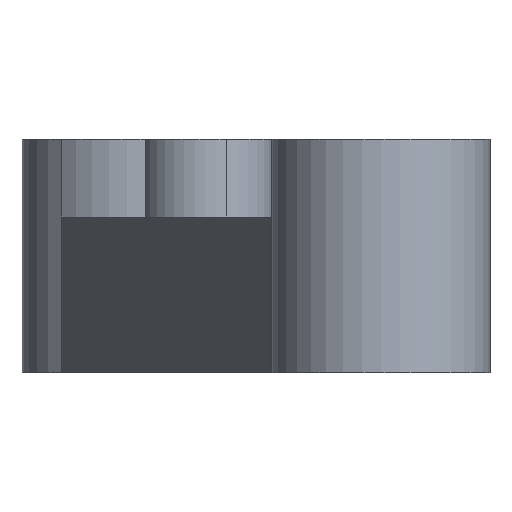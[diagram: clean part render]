
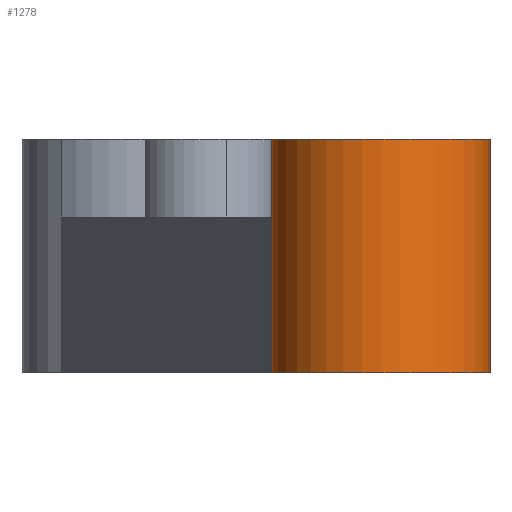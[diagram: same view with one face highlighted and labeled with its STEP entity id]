
A CAD part, left-side view. The second image highlights one B-rep face of the part: STEP entity #1278.
In plain terms, the highlighted cylindrical face has radius 14 mm (diameter 28 mm), a partial arc.
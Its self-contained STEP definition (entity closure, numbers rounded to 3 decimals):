
#154 = PLANE('',#155);
#155 = AXIS2_PLACEMENT_3D('',#156,#157,#158);
#156 = CARTESIAN_POINT('',(108.323,28.154,
    0.));
#157 = DIRECTION('',(0.,0.,-1.));
#158 = DIRECTION('',(-1.,0.,0.));
#325 = VERTEX_POINT('',#326);
#326 = CARTESIAN_POINT('',(14.,-0.015,
    0.));
#340 = PLANE('',#341);
#341 = AXIS2_PLACEMENT_3D('',#342,#343,#344);
#342 = CARTESIAN_POINT('',(14.,-0.015,
    0.));
#343 = DIRECTION('',(0.,1.,0.));
#344 = DIRECTION('',(1.,0.,0.));
#352 = EDGE_CURVE('',#353,#325,#355,.T.);
#353 = VERTEX_POINT('',#354);
#354 = CARTESIAN_POINT('',(14.,27.985,
    0.));
#355 = SURFACE_CURVE('',#356,(#361,#372),.PCURVE_S1.);
#356 = CIRCLE('',#357,14.);
#357 = AXIS2_PLACEMENT_3D('',#358,#359,#360);
#358 = CARTESIAN_POINT('',(14.,13.985,
    0.));
#359 = DIRECTION('',(0.,0.,1.));
#360 = DIRECTION('',(1.,0.,0.));
#361 = PCURVE('',#154,#362);
#362 = DEFINITIONAL_REPRESENTATION('',(#363),#371);
#363 = ( BOUNDED_CURVE() B_SPLINE_CURVE(2,(#364,#365,#366,#367,#368,#369
,#370),.UNSPECIFIED.,.T.,.F.) B_SPLINE_CURVE_WITH_KNOTS((1,2,2,2,2,1),(
    -2.094,0.,2.094,4.189,6.283,
8.378),.UNSPECIFIED.) CURVE() GEOMETRIC_REPRESENTATION_ITEM() 
RATIONAL_B_SPLINE_CURVE((1.,0.5,1.,0.5,1.,0.5,1.)) REPRESENTATION_ITEM(
  '') );
#364 = CARTESIAN_POINT('',(80.323,-14.169));
#365 = CARTESIAN_POINT('',(80.323,10.079));
#366 = CARTESIAN_POINT('',(101.323,-2.045));
#367 = CARTESIAN_POINT('',(122.323,-14.169));
#368 = CARTESIAN_POINT('',(101.323,-26.294));
#369 = CARTESIAN_POINT('',(80.323,-38.418));
#370 = CARTESIAN_POINT('',(80.323,-14.169));
#371 = ( GEOMETRIC_REPRESENTATION_CONTEXT(2) 
PARAMETRIC_REPRESENTATION_CONTEXT() REPRESENTATION_CONTEXT('2D SPACE',''
  ) );
#372 = PCURVE('',#373,#378);
#373 = CYLINDRICAL_SURFACE('',#374,14.);
#374 = AXIS2_PLACEMENT_3D('',#375,#376,#377);
#375 = CARTESIAN_POINT('',(14.,13.985,
    0.));
#376 = DIRECTION('',(0.,0.,-1.));
#377 = DIRECTION('',(1.,0.,0.));
#378 = DEFINITIONAL_REPRESENTATION('',(#379),#383);
#379 = LINE('',#380,#381);
#380 = CARTESIAN_POINT('',(0.,0.));
#381 = VECTOR('',#382,1.);
#382 = DIRECTION('',(-1.,0.));
#383 = ( GEOMETRIC_REPRESENTATION_CONTEXT(2) 
PARAMETRIC_REPRESENTATION_CONTEXT() REPRESENTATION_CONTEXT('2D SPACE',''
  ) );
#401 = PLANE('',#402);
#402 = AXIS2_PLACEMENT_3D('',#403,#404,#405);
#403 = CARTESIAN_POINT('',(42.,27.985,
    0.));
#404 = DIRECTION('',(0.,-1.,0.));
#405 = DIRECTION('',(-1.,0.,0.));
#1090 = EDGE_CURVE('',#325,#1091,#1093,.T.);
#1091 = VERTEX_POINT('',#1092);
#1092 = CARTESIAN_POINT('',(14.,-0.015,
    30.));
#1093 = SURFACE_CURVE('',#1094,(#1098,#1105),.PCURVE_S1.);
#1094 = LINE('',#1095,#1096);
#1095 = CARTESIAN_POINT('',(14.,-0.015,
    0.));
#1096 = VECTOR('',#1097,1.);
#1097 = DIRECTION('',(0.,0.,1.));
#1098 = PCURVE('',#340,#1099);
#1099 = DEFINITIONAL_REPRESENTATION('',(#1100),#1104);
#1100 = LINE('',#1101,#1102);
#1101 = CARTESIAN_POINT('',(0.,0.));
#1102 = VECTOR('',#1103,1.);
#1103 = DIRECTION('',(0.,-1.));
#1104 = ( GEOMETRIC_REPRESENTATION_CONTEXT(2) 
PARAMETRIC_REPRESENTATION_CONTEXT() REPRESENTATION_CONTEXT('2D SPACE',''
  ) );
#1105 = PCURVE('',#373,#1106);
#1106 = DEFINITIONAL_REPRESENTATION('',(#1107),#1111);
#1107 = LINE('',#1108,#1109);
#1108 = CARTESIAN_POINT('',(-4.712,0.));
#1109 = VECTOR('',#1110,1.);
#1110 = DIRECTION('',(0.,-1.));
#1111 = ( GEOMETRIC_REPRESENTATION_CONTEXT(2) 
PARAMETRIC_REPRESENTATION_CONTEXT() REPRESENTATION_CONTEXT('2D SPACE',''
  ) );
#1129 = PLANE('',#1130);
#1130 = AXIS2_PLACEMENT_3D('',#1131,#1132,#1133);
#1131 = CARTESIAN_POINT('',(108.323,28.154,
    30.));
#1132 = DIRECTION('',(0.,0.,-1.));
#1133 = DIRECTION('',(-1.,0.,0.));
#1235 = VERTEX_POINT('',#1236);
#1236 = CARTESIAN_POINT('',(14.,27.985,
    30.));
#1257 = EDGE_CURVE('',#353,#1235,#1258,.T.);
#1258 = SURFACE_CURVE('',#1259,(#1263,#1270),.PCURVE_S1.);
#1259 = LINE('',#1260,#1261);
#1260 = CARTESIAN_POINT('',(14.,27.985,
    0.));
#1261 = VECTOR('',#1262,1.);
#1262 = DIRECTION('',(0.,0.,1.));
#1263 = PCURVE('',#401,#1264);
#1264 = DEFINITIONAL_REPRESENTATION('',(#1265),#1269);
#1265 = LINE('',#1266,#1267);
#1266 = CARTESIAN_POINT('',(28.,0.));
#1267 = VECTOR('',#1268,1.);
#1268 = DIRECTION('',(0.,-1.));
#1269 = ( GEOMETRIC_REPRESENTATION_CONTEXT(2) 
PARAMETRIC_REPRESENTATION_CONTEXT() REPRESENTATION_CONTEXT('2D SPACE',''
  ) );
#1270 = PCURVE('',#373,#1271);
#1271 = DEFINITIONAL_REPRESENTATION('',(#1272),#1276);
#1272 = LINE('',#1273,#1274);
#1273 = CARTESIAN_POINT('',(-1.571,0.));
#1274 = VECTOR('',#1275,1.);
#1275 = DIRECTION('',(0.,-1.));
#1276 = ( GEOMETRIC_REPRESENTATION_CONTEXT(2) 
PARAMETRIC_REPRESENTATION_CONTEXT() REPRESENTATION_CONTEXT('2D SPACE',''
  ) );
#1278 = ADVANCED_FACE('',(#1279),#373,.T.);
#1279 = FACE_BOUND('',#1280,.F.);
#1280 = EDGE_LOOP('',(#1281,#1282,#1308,#1309));
#1281 = ORIENTED_EDGE('',*,*,#1257,.T.);
#1282 = ORIENTED_EDGE('',*,*,#1283,.T.);
#1283 = EDGE_CURVE('',#1235,#1091,#1284,.T.);
#1284 = SURFACE_CURVE('',#1285,(#1290,#1297),.PCURVE_S1.);
#1285 = CIRCLE('',#1286,14.);
#1286 = AXIS2_PLACEMENT_3D('',#1287,#1288,#1289);
#1287 = CARTESIAN_POINT('',(14.,13.985,
    30.));
#1288 = DIRECTION('',(0.,0.,1.));
#1289 = DIRECTION('',(1.,0.,0.));
#1290 = PCURVE('',#373,#1291);
#1291 = DEFINITIONAL_REPRESENTATION('',(#1292),#1296);
#1292 = LINE('',#1293,#1294);
#1293 = CARTESIAN_POINT('',(0.,-30.));
#1294 = VECTOR('',#1295,1.);
#1295 = DIRECTION('',(-1.,0.));
#1296 = ( GEOMETRIC_REPRESENTATION_CONTEXT(2) 
PARAMETRIC_REPRESENTATION_CONTEXT() REPRESENTATION_CONTEXT('2D SPACE',''
  ) );
#1297 = PCURVE('',#1129,#1298);
#1298 = DEFINITIONAL_REPRESENTATION('',(#1299),#1307);
#1299 = ( BOUNDED_CURVE() B_SPLINE_CURVE(2,(#1300,#1301,#1302,#1303,
#1304,#1305,#1306),.UNSPECIFIED.,.T.,.F.) B_SPLINE_CURVE_WITH_KNOTS((1,2
    ,2,2,2,1),(-2.094,0.,2.094,4.189,
6.283,8.378),.UNSPECIFIED.) CURVE() 
GEOMETRIC_REPRESENTATION_ITEM() RATIONAL_B_SPLINE_CURVE((1.,0.5,1.,0.5,
1.,0.5,1.)) REPRESENTATION_ITEM('') );
#1300 = CARTESIAN_POINT('',(80.323,-14.169));
#1301 = CARTESIAN_POINT('',(80.323,10.079));
#1302 = CARTESIAN_POINT('',(101.323,-2.045));
#1303 = CARTESIAN_POINT('',(122.323,-14.169));
#1304 = CARTESIAN_POINT('',(101.323,-26.294));
#1305 = CARTESIAN_POINT('',(80.323,-38.418));
#1306 = CARTESIAN_POINT('',(80.323,-14.169));
#1307 = ( GEOMETRIC_REPRESENTATION_CONTEXT(2) 
PARAMETRIC_REPRESENTATION_CONTEXT() REPRESENTATION_CONTEXT('2D SPACE',''
  ) );
#1308 = ORIENTED_EDGE('',*,*,#1090,.F.);
#1309 = ORIENTED_EDGE('',*,*,#352,.F.);
